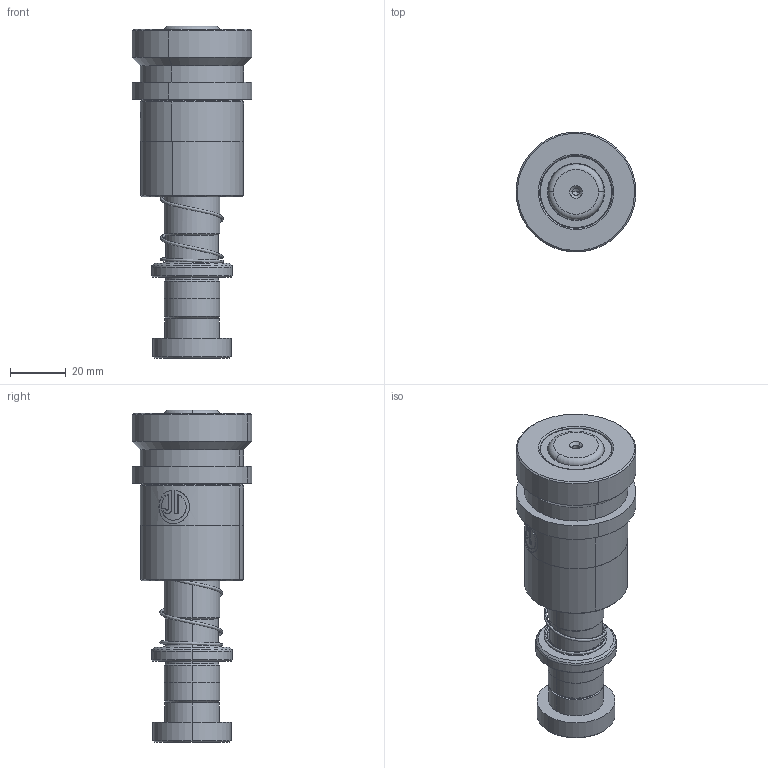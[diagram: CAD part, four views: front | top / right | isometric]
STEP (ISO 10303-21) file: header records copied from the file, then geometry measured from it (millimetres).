
FILE_DESCRIPTION (( 'STEP AP214' ), '1' );
FILE_NAME ('HTSH(HTJH)-D20-L90(BL-60).STEP', '2021-08-30T06:50:29', ( '' ), ( '' ), 'SwSTEP 2.0', 'SolidWorks 2016', '' );
FILE_SCHEMA (( 'AUTOMOTIVE_DESIGN' ));
Length unit declared in the file: millimetre
Products named in the file (191): BALL-D3; TRP-D20-L90; HTSH(HTJH)-D20-L90(BL-60); HWP-D22.5-d20.5-L40; BSH25.5-20.5-L50; TRB20-35-25; TRP蹟簽D20; BSH-D25.5-20.5-50郪蚾
Assembly tree (185 placements, depth 3):
  BALL-D3
  TRP-D20-L90
  BALL-D3
  BALL-D3
  BALL-D3
Bounding box: 42.95 x 42.95 x 119 mm (x, y, z)
Volume: 84997 mm3; surface area: 42795 mm2
Topology: 181 solids, 181 shells, 854 faces, 3555 edges, 2358 vertices
Faces by surface type: sphere 704, cylinder 48, cone 34, plane 32, bspline 22, torus 14
Entity records: 36244 total; most frequent: CARTESIAN_POINT 20021, ORIENTED_EDGE 2868, DIRECTION 2476, EDGE_CURVE 1434, AXIS2_PLACEMENT_3D 1179, VERTEX_POINT 938, EDGE_LOOP 858, B_SPLINE_CURVE_WITH_KNOTS 813
